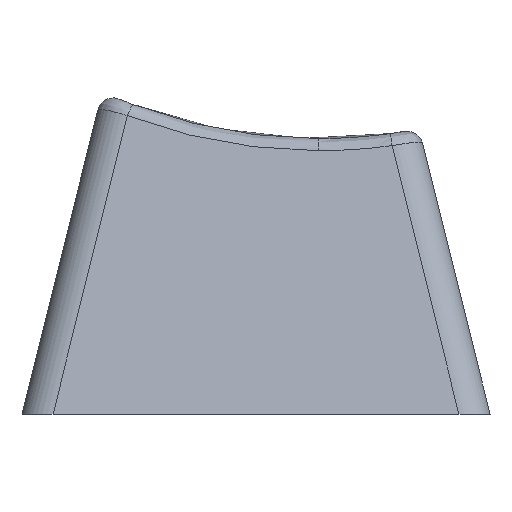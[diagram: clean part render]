
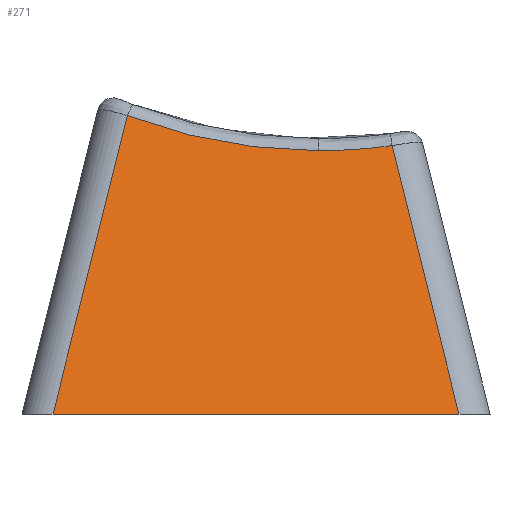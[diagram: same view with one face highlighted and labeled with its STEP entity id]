
A CAD part, left-side view. The second image highlights one B-rep face of the part: STEP entity #271.
In plain terms, the highlighted planar face has unit normal (-0.97, 0, 0.241).
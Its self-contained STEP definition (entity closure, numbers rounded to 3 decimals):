
#222=CARTESIAN_POINT('',(449.596,18.675,2.145));
#223=DIRECTION('',(-0.97,0.,0.242));
#224=DIRECTION('',(0.242,0.,0.97));
#225=AXIS2_PLACEMENT_3D('',#222,#223,#224);
#226=PLANE('',#225);
#227=CARTESIAN_POINT('',(449.062,26.612,0.));
#228=VERTEX_POINT('',#227);
#229=CARTESIAN_POINT('',(449.062,10.738,0.));
#230=VERTEX_POINT('',#229);
#231=CARTESIAN_POINT('',(449.062,26.612,0.));
#232=DIRECTION('',(-0.,-1.,-0.));
#233=VECTOR('',#232,15.874);
#234=LINE('',#231,#233);
#235=EDGE_CURVE('',#228,#230,#234,.T.);
#236=ORIENTED_EDGE('',*,*,#235,.T.);
#237=CARTESIAN_POINT('',(451.676,13.351,10.498));
#238=VERTEX_POINT('',#237);
#239=CARTESIAN_POINT('',(449.062,10.738,0.));
#240=DIRECTION('',(0.235,0.235,0.943));
#241=VECTOR('',#240,11.13);
#242=LINE('',#239,#241);
#243=EDGE_CURVE('',#230,#238,#242,.T.);
#244=ORIENTED_EDGE('',*,*,#243,.T.);
#245=CARTESIAN_POINT('',(451.626,16.235,10.3));
#246=VERTEX_POINT('',#245);
#247=CARTESIAN_POINT('',(456.865,16.235,31.348));
#248=DIRECTION('',(0.97,-0.,-0.242));
#249=DIRECTION('',(-0.242,-0.,-0.97));
#250=AXIS2_PLACEMENT_3D('',#247,#248,#249);
#251=ELLIPSE('',#250,21.691,21.049);
#252=EDGE_CURVE('',#238,#246,#251,.T.);
#253=ORIENTED_EDGE('',*,*,#252,.T.);
#254=CARTESIAN_POINT('',(451.967,23.707,11.67));
#255=VERTEX_POINT('',#254);
#256=CARTESIAN_POINT('',(456.865,16.235,31.348));
#257=DIRECTION('',(0.97,-0.,-0.242));
#258=DIRECTION('',(-0.242,-0.,-0.97));
#259=AXIS2_PLACEMENT_3D('',#256,#257,#258);
#260=ELLIPSE('',#259,21.691,21.049);
#261=EDGE_CURVE('',#246,#255,#260,.T.);
#262=ORIENTED_EDGE('',*,*,#261,.T.);
#263=CARTESIAN_POINT('',(451.967,23.707,11.67));
#264=DIRECTION('',(-0.235,0.235,-0.943));
#265=VECTOR('',#264,12.372);
#266=LINE('',#263,#265);
#267=EDGE_CURVE('',#255,#228,#266,.T.);
#268=ORIENTED_EDGE('',*,*,#267,.T.);
#269=EDGE_LOOP('',(#236,#244,#253,#262,#268));
#270=FACE_BOUND('',#269,.T.);
#271=ADVANCED_FACE('',(#270),#226,.T.);
